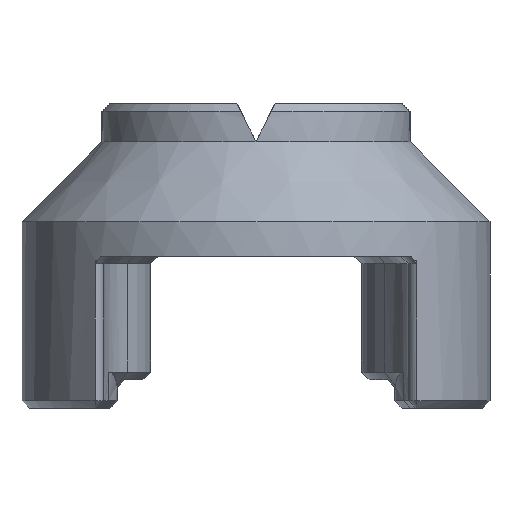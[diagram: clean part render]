
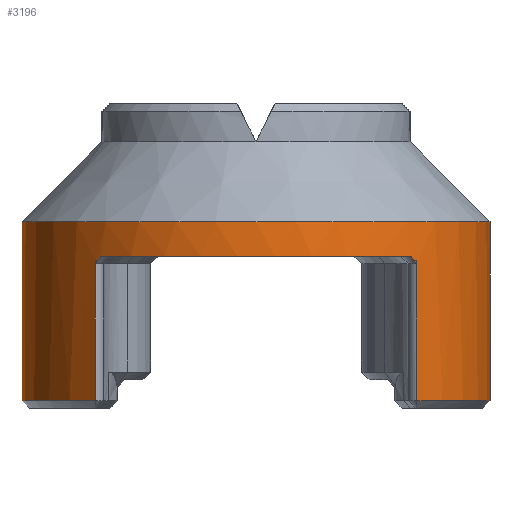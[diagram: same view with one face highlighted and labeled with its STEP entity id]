
A CAD part, front view. The second image highlights one B-rep face of the part: STEP entity #3196.
In plain terms, the highlighted cylindrical face has radius 6.15 mm (diameter 12.3 mm), a partial arc.
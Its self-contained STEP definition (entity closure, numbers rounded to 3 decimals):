
#36=CYLINDRICAL_SURFACE('',#3498,6.15);
#214=FACE_OUTER_BOUND('',#413,.T.);
#413=EDGE_LOOP('',(#2340,#2341,#2342,#2343,#2344,#2345,#2346,#2347,#2348,
#2349,#2350,#2351));
#601=LINE('',#5274,#835);
#606=LINE('',#5283,#840);
#607=LINE('',#5301,#841);
#608=LINE('',#5305,#842);
#835=VECTOR('',#4088,10.);
#840=VECTOR('',#4095,10.);
#841=VECTOR('',#4102,10.);
#842=VECTOR('',#4105,10.);
#1056=B_SPLINE_CURVE_WITH_KNOTS('',3,(#5287,#5288,#5289,#5290),
 .UNSPECIFIED.,.F.,.F.,(4,4),(1.517,1.534),
 .UNSPECIFIED.);
#1057=B_SPLINE_CURVE_WITH_KNOTS('',3,(#5294,#5295,#5296,#5297),
 .UNSPECIFIED.,.F.,.F.,(4,4),(1.656,1.673),
 .UNSPECIFIED.);
#1138=CIRCLE('',#3481,6.15);
#1147=CIRCLE('',#3499,6.15);
#1148=CIRCLE('',#3500,6.15);
#1149=CIRCLE('',#3501,6.15);
#1150=CIRCLE('',#3502,6.15);
#1151=CIRCLE('',#3503,6.15);
#1374=VERTEX_POINT('',#5229);
#1375=VERTEX_POINT('',#5230);
#1386=VERTEX_POINT('',#5273);
#1389=VERTEX_POINT('',#5282);
#1390=VERTEX_POINT('',#5284);
#1391=VERTEX_POINT('',#5286);
#1392=VERTEX_POINT('',#5291);
#1393=VERTEX_POINT('',#5293);
#1394=VERTEX_POINT('',#5298);
#1395=VERTEX_POINT('',#5300);
#1396=VERTEX_POINT('',#5302);
#1397=VERTEX_POINT('',#5304);
#1721=EDGE_CURVE('',#1374,#1375,#1138,.T.);
#1742=EDGE_CURVE('',#1386,#1375,#601,.T.);
#1747=EDGE_CURVE('',#1389,#1374,#606,.T.);
#1748=EDGE_CURVE('',#1390,#1389,#1147,.T.);
#1749=EDGE_CURVE('',#1391,#1390,#1056,.T.);
#1750=EDGE_CURVE('',#1392,#1391,#1148,.T.);
#1751=EDGE_CURVE('',#1393,#1392,#1057,.T.);
#1752=EDGE_CURVE('',#1394,#1393,#1149,.T.);
#1753=EDGE_CURVE('',#1395,#1394,#607,.T.);
#1754=EDGE_CURVE('',#1396,#1395,#1150,.T.);
#1755=EDGE_CURVE('',#1397,#1396,#608,.T.);
#1756=EDGE_CURVE('',#1386,#1397,#1151,.T.);
#2340=ORIENTED_EDGE('',*,*,#1721,.F.);
#2341=ORIENTED_EDGE('',*,*,#1747,.F.);
#2342=ORIENTED_EDGE('',*,*,#1748,.F.);
#2343=ORIENTED_EDGE('',*,*,#1749,.F.);
#2344=ORIENTED_EDGE('',*,*,#1750,.F.);
#2345=ORIENTED_EDGE('',*,*,#1751,.F.);
#2346=ORIENTED_EDGE('',*,*,#1752,.F.);
#2347=ORIENTED_EDGE('',*,*,#1753,.F.);
#2348=ORIENTED_EDGE('',*,*,#1754,.F.);
#2349=ORIENTED_EDGE('',*,*,#1755,.F.);
#2350=ORIENTED_EDGE('',*,*,#1756,.F.);
#2351=ORIENTED_EDGE('',*,*,#1742,.T.);
#3196=ADVANCED_FACE('',(#214),#36,.T.);
#3481=AXIS2_PLACEMENT_3D('',#5231,#4043,#4044);
#3498=AXIS2_PLACEMENT_3D('',#5281,#4093,#4094);
#3499=AXIS2_PLACEMENT_3D('',#5285,#4096,#4097);
#3500=AXIS2_PLACEMENT_3D('',#5292,#4098,#4099);
#3501=AXIS2_PLACEMENT_3D('',#5299,#4100,#4101);
#3502=AXIS2_PLACEMENT_3D('',#5303,#4103,#4104);
#3503=AXIS2_PLACEMENT_3D('',#5306,#4106,#4107);
#4043=DIRECTION('center_axis',(0.,0.,-1.));
#4044=DIRECTION('ref_axis',(-1.,0.,0.));
#4088=DIRECTION('',(0.,0.,-1.));
#4093=DIRECTION('center_axis',(0.,0.,-1.));
#4094=DIRECTION('ref_axis',(-1.,0.,0.));
#4095=DIRECTION('',(0.,0.,-1.));
#4096=DIRECTION('center_axis',(0.,0.,-1.));
#4097=DIRECTION('ref_axis',(-1.,0.,0.));
#4098=DIRECTION('center_axis',(0.,0.,-1.));
#4099=DIRECTION('ref_axis',(-1.,0.,0.));
#4100=DIRECTION('center_axis',(0.,0.,-1.));
#4101=DIRECTION('ref_axis',(-1.,0.,0.));
#4102=DIRECTION('',(0.,0.,1.));
#4103=DIRECTION('center_axis',(0.,0.,-1.));
#4104=DIRECTION('ref_axis',(1.,0.,0.));
#4105=DIRECTION('',(0.,0.,-1.));
#4106=DIRECTION('center_axis',(0.,0.,1.));
#4107=DIRECTION('ref_axis',(-1.,0.,0.));
#5229=CARTESIAN_POINT('',(-4.23,44.336,4.2));
#5230=CARTESIAN_POINT('',(-6.15,48.8,4.2));
#5231=CARTESIAN_POINT('Origin',(0.,48.8,
4.2));
#5273=CARTESIAN_POINT('',(-6.15,48.8,8.9));
#5274=CARTESIAN_POINT('',(-6.15,48.8,12.));
#5281=CARTESIAN_POINT('Origin',(0.,48.8,
12.));
#5282=CARTESIAN_POINT('',(-4.23,44.336,7.879));
#5283=CARTESIAN_POINT('',(-4.23,44.336,12.));
#5284=CARTESIAN_POINT('',(-4.168,44.278,7.879));
#5285=CARTESIAN_POINT('Origin',(0.,48.8,
7.879));
#5286=CARTESIAN_POINT('',(-4.074,44.193,8.));
#5287=CARTESIAN_POINT('Ctrl Pts',(-4.074,44.193,8.));
#5288=CARTESIAN_POINT('Ctrl Pts',(-4.106,44.221,7.959));
#5289=CARTESIAN_POINT('Ctrl Pts',(-4.137,44.249,7.919));
#5290=CARTESIAN_POINT('Ctrl Pts',(-4.168,44.278,7.879));
#5291=CARTESIAN_POINT('',(4.074,44.193,8.));
#5292=CARTESIAN_POINT('Origin',(0.,48.8,
8.));
#5293=CARTESIAN_POINT('',(4.168,44.278,7.879));
#5294=CARTESIAN_POINT('Ctrl Pts',(4.168,44.278,7.879));
#5295=CARTESIAN_POINT('Ctrl Pts',(4.137,44.249,7.919));
#5296=CARTESIAN_POINT('Ctrl Pts',(4.106,44.221,7.959));
#5297=CARTESIAN_POINT('Ctrl Pts',(4.074,44.193,8.));
#5298=CARTESIAN_POINT('',(4.23,44.336,7.879));
#5299=CARTESIAN_POINT('Origin',(0.,48.8,
7.879));
#5300=CARTESIAN_POINT('',(4.23,44.336,4.2));
#5301=CARTESIAN_POINT('',(4.23,44.336,12.));
#5302=CARTESIAN_POINT('',(6.15,48.8,4.2));
#5303=CARTESIAN_POINT('Origin',(0.,48.8,
4.2));
#5304=CARTESIAN_POINT('',(6.15,48.8,8.9));
#5305=CARTESIAN_POINT('',(6.15,48.8,12.));
#5306=CARTESIAN_POINT('Origin',(0.,48.8,
8.9));
